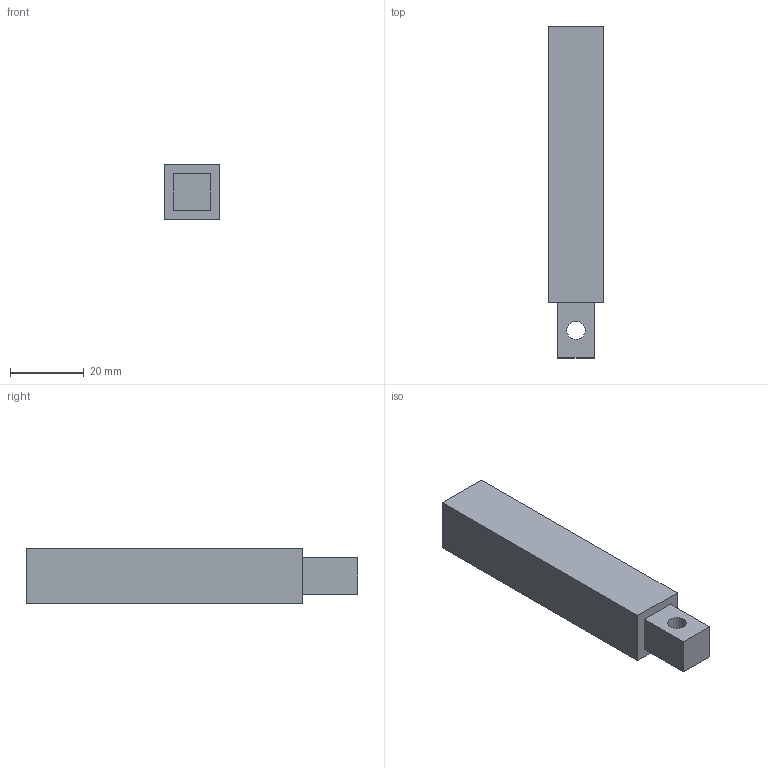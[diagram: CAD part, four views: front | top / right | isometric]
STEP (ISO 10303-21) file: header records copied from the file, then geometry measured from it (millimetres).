
FILE_DESCRIPTION(/* description */ (''),/* implementation_level */ '2;1');
FILE_NAME(/* name */ 'Pendulum_ipt_64432557.STEP',/* time_stamp */ '2022-10-04T23:59:59+11:00',/* author */ ('mrizw'),/* organization */ (''),/* preprocessor_version */ 'ST-DEVELOPER v18.1',/* originating_system */ 'Autodesk Inventor 2021',/* authorisation */ '');
FILE_SCHEMA (('AUTOMOTIVE_DESIGN { 1 0 10303 214 3 1 1 }'));
Length unit declared in the file: millimetre
Products named in the file (1): Pendulum
Bounding box: 15 x 90 x 15 mm (x, y, z)
Volume: 18178.7 mm3; surface area: 5667.8 mm2
Topology: 1 solids, 1 shells, 12 faces, 28 edges, 19 vertices
Faces by surface type: plane 11, cylinder 1
Full cylindrical faces by diameter (mm): 5 x1
Entity records: 388 total; most frequent: CARTESIAN_POINT 60, DIRECTION 57, ORIENTED_EDGE 56, EDGE_CURVE 28, LINE 25, VECTOR 25, VERTEX_POINT 19, AXIS2_PLACEMENT_3D 16
